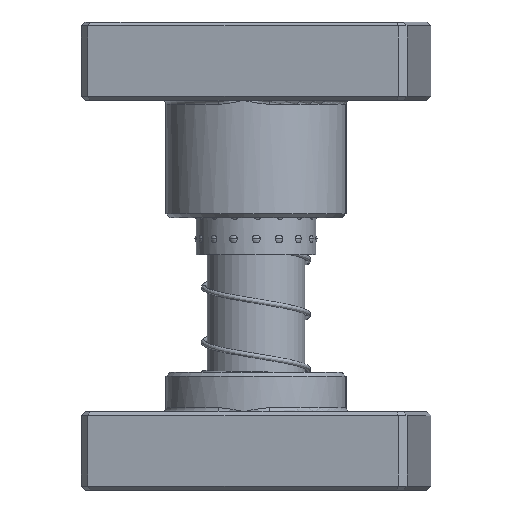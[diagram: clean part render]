
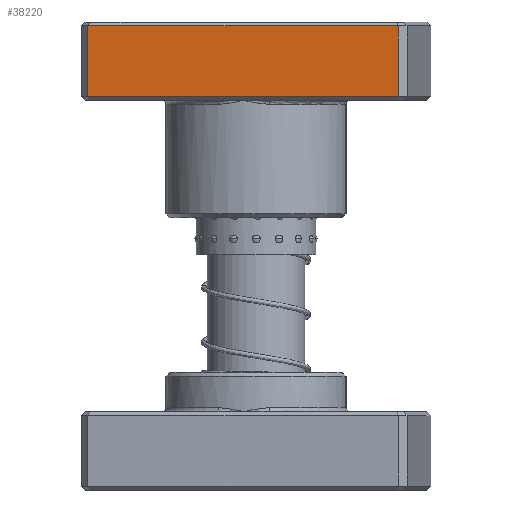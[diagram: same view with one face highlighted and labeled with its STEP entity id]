
A CAD part, front view. The second image highlights one B-rep face of the part: STEP entity #38220.
In plain terms, the highlighted face is planar.
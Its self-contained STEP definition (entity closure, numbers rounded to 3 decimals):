
#1093 = VERTEX_POINT ( 'NONE', #1916 ) ;
#1521 = EDGE_CURVE ( 'NONE', #36960, #16655, #28436, .T. ) ;
#1916 = CARTESIAN_POINT ( 'NONE',  ( 40., -24., 1. ) ) ;
#2964 = CARTESIAN_POINT ( 'NONE',  ( -40., -24., 19. ) ) ;
#3784 = DIRECTION ( 'NONE',  ( 1., 0., 0. ) ) ;
#4394 = VECTOR ( 'NONE', #3784, 1000. ) ;
#5403 = ORIENTED_EDGE ( 'NONE', *, *, #24743, .T. ) ;
#5530 = CARTESIAN_POINT ( 'NONE',  ( -40., -24., 20. ) ) ;
#7002 = ORIENTED_EDGE ( 'NONE', *, *, #28924, .T. ) ;
#8975 = CARTESIAN_POINT ( 'NONE',  ( 40., -24., 20. ) ) ;
#8994 = DIRECTION ( 'NONE',  ( -1., 0., 0. ) ) ;
#9431 = LINE ( 'NONE', #9968, #17471 ) ;
#9728 = VERTEX_POINT ( 'NONE', #36306 ) ;
#9968 = CARTESIAN_POINT ( 'NONE',  ( -40., -24., 20. ) ) ;
#10186 = CARTESIAN_POINT ( 'NONE',  ( -40., -24., 1. ) ) ;
#12661 = LINE ( 'NONE', #8975, #35793 ) ;
#13355 = VECTOR ( 'NONE', #8994, 1000. ) ;
#14659 = DIRECTION ( 'NONE',  ( 0., 0., 1. ) ) ;
#15341 = ORIENTED_EDGE ( 'NONE', *, *, #1521, .T. ) ;
#16167 = CARTESIAN_POINT ( 'NONE',  ( 40., -24., 19. ) ) ;
#16500 = CARTESIAN_POINT ( 'NONE',  ( -40., -24., 19. ) ) ;
#16655 = VERTEX_POINT ( 'NONE', #16500 ) ;
#17471 = VECTOR ( 'NONE', #28044, 1000. ) ;
#20272 = ORIENTED_EDGE ( 'NONE', *, *, #29466, .F. ) ;
#22834 = EDGE_LOOP ( 'NONE', ( #7002, #5403, #20272, #15341 ) ) ;
#24743 = EDGE_CURVE ( 'NONE', #9728, #1093, #36458, .T. ) ;
#27135 = DIRECTION ( 'NONE',  ( 0., 0., -1. ) ) ;
#28044 = DIRECTION ( 'NONE',  ( 0., 0., -1. ) ) ;
#28436 = LINE ( 'NONE', #2964, #13355 ) ;
#28924 = EDGE_CURVE ( 'NONE', #16655, #9728, #9431, .T. ) ;
#29466 = EDGE_CURVE ( 'NONE', #36960, #1093, #12661, .T. ) ;
#29659 = PLANE ( 'NONE',  #30485 ) ;
#30485 = AXIS2_PLACEMENT_3D ( 'NONE', #5530, #32673, #14659 ) ;
#31836 = FACE_OUTER_BOUND ( 'NONE', #22834, .T. ) ;
#32673 = DIRECTION ( 'NONE',  ( 0., 1., 0. ) ) ;
#35793 = VECTOR ( 'NONE', #27135, 1000. ) ;
#36306 = CARTESIAN_POINT ( 'NONE',  ( -40., -24., 1. ) ) ;
#36458 = LINE ( 'NONE', #10186, #4394 ) ;
#36960 = VERTEX_POINT ( 'NONE', #16167 ) ;
#38220 = ADVANCED_FACE ( 'NONE', ( #31836 ), #29659, .F. ) ;
